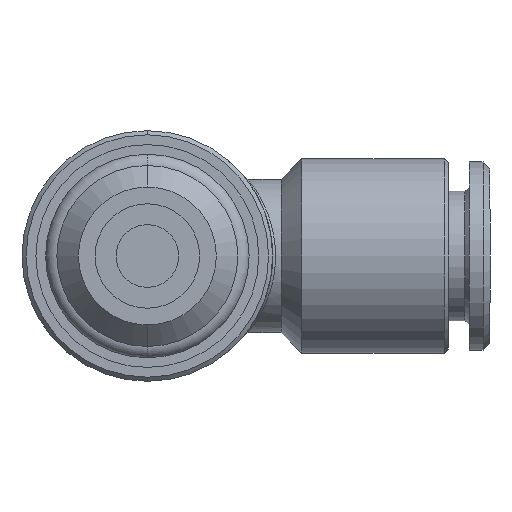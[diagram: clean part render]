
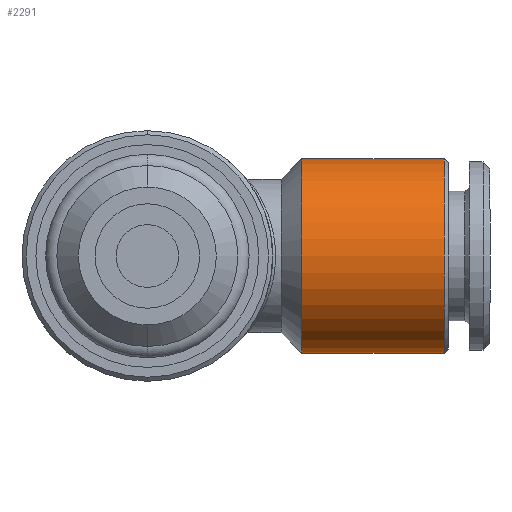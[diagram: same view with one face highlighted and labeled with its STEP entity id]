
A CAD part, front view. The second image highlights one B-rep face of the part: STEP entity #2291.
In plain terms, the highlighted cylindrical face has radius 7 mm (diameter 14 mm), a partial arc.
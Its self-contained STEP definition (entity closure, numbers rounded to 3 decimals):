
#72 = CARTESIAN_POINT ( 'NONE',  ( 21.3, 17.7, 7. ) ) ;
#831 = CIRCLE ( 'NONE', #856, 7. ) ;
#853 = DIRECTION ( 'NONE',  ( 0., 0., 1. ) ) ;
#854 = DIRECTION ( 'NONE',  ( -1., 0., 0. ) ) ;
#855 = CARTESIAN_POINT ( 'NONE',  ( 11.1, 17.7, 0. ) ) ;
#856 = AXIS2_PLACEMENT_3D ( 'NONE', #855, #854, #853 ) ;
#934 = DIRECTION ( 'NONE',  ( -1., 0., 0. ) ) ;
#935 = CARTESIAN_POINT ( 'NONE',  ( -5.577, 17.7, 0. ) ) ;
#944 = FACE_OUTER_BOUND ( 'NONE', #2227, .T. ) ;
#946 = AXIS2_PLACEMENT_3D ( 'NONE', #935, #934, #951 ) ;
#947 = CYLINDRICAL_SURFACE ( 'NONE', #946, 7. ) ;
#951 = DIRECTION ( 'NONE',  ( 0., 0., 1. ) ) ;
#1922 = EDGE_CURVE ( 'NONE', #1940, #1927, #2937, .T. ) ;
#1927 = VERTEX_POINT ( 'NONE', #2917 ) ;
#1940 = VERTEX_POINT ( 'NONE', #3062 ) ;
#1965 = EDGE_CURVE ( 'NONE', #2023, #1967, #3230, .T. ) ;
#1967 = VERTEX_POINT ( 'NONE', #3174 ) ;
#2023 = VERTEX_POINT ( 'NONE', #72 ) ;
#2193 = EDGE_CURVE ( 'NONE', #1940, #2023, #4410, .T. ) ;
#2227 = EDGE_LOOP ( 'NONE', ( #2368, #2228, #2301, #2302 ) ) ;
#2228 = ORIENTED_EDGE ( 'NONE', *, *, #2193, .T. ) ;
#2291 = ADVANCED_FACE ( 'NONE', ( #944 ), #947, .T. ) ;
#2301 = ORIENTED_EDGE ( 'NONE', *, *, #1965, .T. ) ;
#2302 = ORIENTED_EDGE ( 'NONE', *, *, #2367, .F. ) ;
#2367 = EDGE_CURVE ( 'NONE', #1927, #1967, #831, .T. ) ;
#2368 = ORIENTED_EDGE ( 'NONE', *, *, #1922, .F. ) ;
#2917 = CARTESIAN_POINT ( 'NONE',  ( 11.1, 17.7, -7. ) ) ;
#2925 = DIRECTION ( 'NONE',  ( -1., 0., 0. ) ) ;
#2926 = VECTOR ( 'NONE', #2925, 1000. ) ;
#2927 = CARTESIAN_POINT ( 'NONE',  ( -5.577, 17.7, -7. ) ) ;
#2937 = LINE ( 'NONE', #2927, #2926 ) ;
#3062 = CARTESIAN_POINT ( 'NONE',  ( 21.3, 17.7, -7. ) ) ;
#3174 = CARTESIAN_POINT ( 'NONE',  ( 11.1, 17.7, 7. ) ) ;
#3227 = DIRECTION ( 'NONE',  ( -1., 0., 0. ) ) ;
#3228 = VECTOR ( 'NONE', #3227, 1000. ) ;
#3229 = CARTESIAN_POINT ( 'NONE',  ( -5.577, 17.7, 7. ) ) ;
#3230 = LINE ( 'NONE', #3229, #3228 ) ;
#3955 = DIRECTION ( 'NONE',  ( 0., 0., 1. ) ) ;
#3956 = DIRECTION ( 'NONE',  ( -1., 0., 0. ) ) ;
#3957 = CARTESIAN_POINT ( 'NONE',  ( 21.3, 17.7, 0. ) ) ;
#3958 = AXIS2_PLACEMENT_3D ( 'NONE', #3957, #3956, #3955 ) ;
#4410 = CIRCLE ( 'NONE', #3958, 7. ) ;
